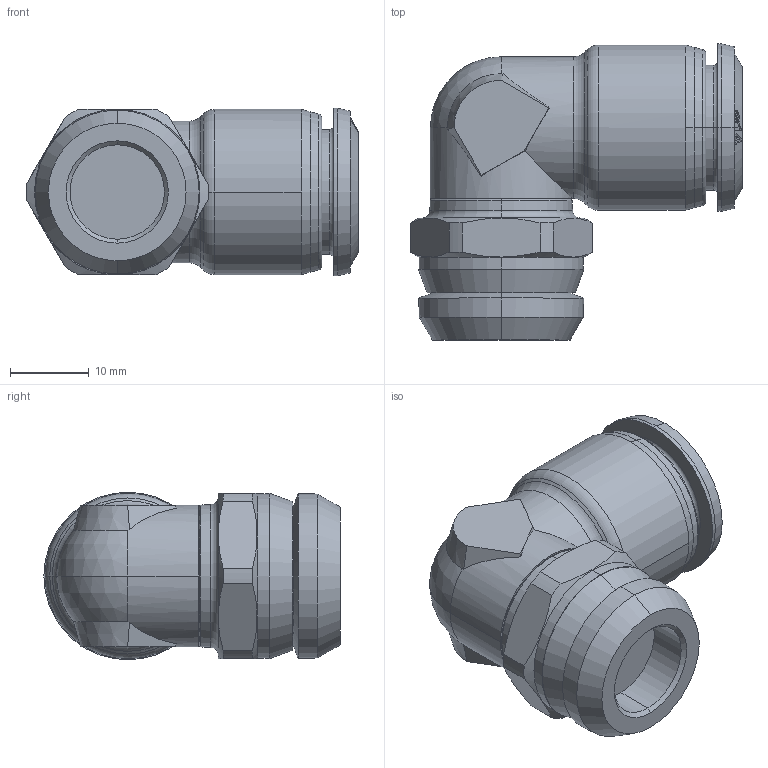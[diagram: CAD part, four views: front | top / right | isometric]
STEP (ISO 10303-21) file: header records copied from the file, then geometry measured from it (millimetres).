
FILE_DESCRIPTION(( 'RT.18.14.12.step' ), '1');
FILE_NAME( 'RT.18.14.12.step', '2018-10-08T14:48:09',( 'Sopra'),('sopra-pneumatic.com'), 'SwSTEP 2.0','SolidWorks 2009','' );
FILE_SCHEMA (( 'AUTOMOTIVE_DESIGN' ));
Length unit declared in the file: millimetre
Products named in the file (1): 5511100019
Bounding box: 42.2 x 37.65 x 21.3 mm (x, y, z)
Volume: 15677.2 mm3; surface area: 5386.4 mm2
Topology: 1 solids, 1 shells, 191 faces, 456 edges, 284 vertices
Faces by surface type: bspline 55, cone 52, plane 34, cylinder 28, torus 20, sphere 2
Entity records: 9651 total; most frequent: CARTESIAN_POINT 3594, ORIENTED_EDGE 912, DIRECTION 654, EDGE_CURVE 456, VERTEX_POINT 284, AXIS2_PLACEMENT_3D 282, EDGE_LOOP 208, B_SPLINE_CURVE_WITH_KNOTS 207
